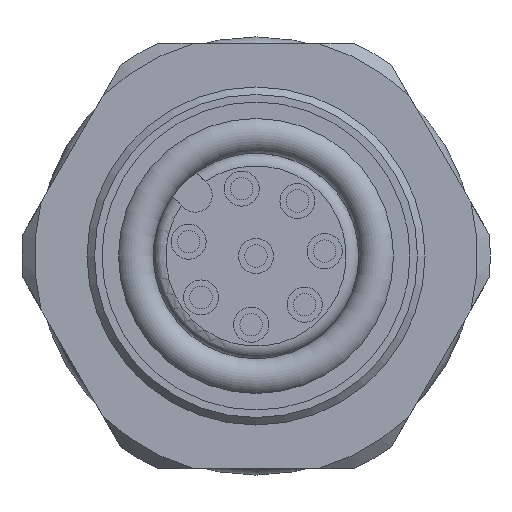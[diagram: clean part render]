
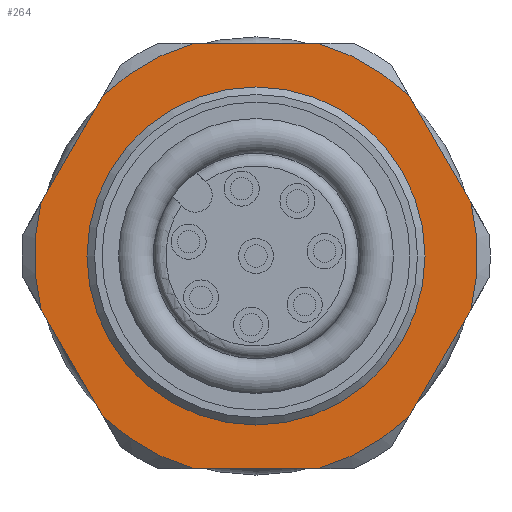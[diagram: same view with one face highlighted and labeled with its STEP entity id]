
A CAD part, left-side view. The second image highlights one B-rep face of the part: STEP entity #264.
In plain terms, the highlighted planar face has unit normal (-1, 0, 0).
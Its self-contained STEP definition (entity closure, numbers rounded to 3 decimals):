
#264=ADVANCED_FACE('',(#470,#471),#392,.F.);
#392=PLANE('',#1983);
#470=FACE_BOUND('',#696,.T.);
#471=FACE_BOUND('',#697,.T.);
#696=EDGE_LOOP('',(#1135,#1136,#1137,#1138,#1139,#1140,#1141,#1142,#1143,
#1144,#1145,#1146));
#697=EDGE_LOOP('',(#1147));
#930=CIRCLE('',#1942,8.85);
#931=CIRCLE('',#1944,8.85);
#933=CIRCLE('',#1947,8.85);
#935=CIRCLE('',#1950,8.85);
#937=CIRCLE('',#1953,8.85);
#952=CIRCLE('',#1980,6.75);
#953=CIRCLE('',#1982,8.85);
#1135=ORIENTED_EDGE('',*,*,#1661,.F.);
#1136=ORIENTED_EDGE('',*,*,#1703,.T.);
#1137=ORIENTED_EDGE('',*,*,#1663,.F.);
#1138=ORIENTED_EDGE('',*,*,#1704,.T.);
#1139=ORIENTED_EDGE('',*,*,#1667,.F.);
#1140=ORIENTED_EDGE('',*,*,#1705,.T.);
#1141=ORIENTED_EDGE('',*,*,#1671,.F.);
#1142=ORIENTED_EDGE('',*,*,#1706,.T.);
#1143=ORIENTED_EDGE('',*,*,#1675,.F.);
#1144=ORIENTED_EDGE('',*,*,#1707,.T.);
#1145=ORIENTED_EDGE('',*,*,#1708,.F.);
#1146=ORIENTED_EDGE('',*,*,#1709,.T.);
#1147=ORIENTED_EDGE('',*,*,#1702,.T.);
#1477=VERTEX_POINT('',#2859);
#1478=VERTEX_POINT('',#2861);
#1479=VERTEX_POINT('',#2868);
#1480=VERTEX_POINT('',#2869);
#1483=VERTEX_POINT('',#2883);
#1484=VERTEX_POINT('',#2884);
#1487=VERTEX_POINT('',#2898);
#1488=VERTEX_POINT('',#2899);
#1491=VERTEX_POINT('',#2913);
#1492=VERTEX_POINT('',#2914);
#1514=VERTEX_POINT('',#2981);
#1515=VERTEX_POINT('',#2988);
#1516=VERTEX_POINT('',#2990);
#1661=EDGE_CURVE('',#1477,#1478,#930,.T.);
#1663=EDGE_CURVE('',#1479,#1480,#931,.T.);
#1667=EDGE_CURVE('',#1483,#1484,#933,.T.);
#1671=EDGE_CURVE('',#1487,#1488,#935,.T.);
#1675=EDGE_CURVE('',#1491,#1492,#937,.T.);
#1702=EDGE_CURVE('',#1514,#1514,#952,.T.);
#1703=EDGE_CURVE('',#1477,#1480,#1849,.T.);
#1704=EDGE_CURVE('',#1479,#1484,#1850,.T.);
#1705=EDGE_CURVE('',#1483,#1488,#1851,.T.);
#1706=EDGE_CURVE('',#1487,#1492,#1852,.T.);
#1707=EDGE_CURVE('',#1491,#1515,#1853,.T.);
#1708=EDGE_CURVE('',#1516,#1515,#953,.T.);
#1709=EDGE_CURVE('',#1516,#1478,#1854,.T.);
#1849=LINE('',#2983,#1891);
#1850=LINE('',#2984,#1892);
#1851=LINE('',#2985,#1893);
#1852=LINE('',#2986,#1894);
#1853=LINE('',#2987,#1895);
#1854=LINE('',#2991,#1896);
#1891=VECTOR('',#2338,1.);
#1892=VECTOR('',#2339,1.);
#1893=VECTOR('',#2340,1.);
#1894=VECTOR('',#2341,1.);
#1895=VECTOR('',#2342,1.);
#1896=VECTOR('',#2345,1.);
#1942=AXIS2_PLACEMENT_3D('',#2860,#2248,#2249);
#1944=AXIS2_PLACEMENT_3D('',#2867,#2252,#2253);
#1947=AXIS2_PLACEMENT_3D('',#2882,#2258,#2259);
#1950=AXIS2_PLACEMENT_3D('',#2897,#2264,#2265);
#1953=AXIS2_PLACEMENT_3D('',#2912,#2270,#2271);
#1980=AXIS2_PLACEMENT_3D('',#2980,#2334,#2335);
#1982=AXIS2_PLACEMENT_3D('',#2989,#2343,#2344);
#1983=AXIS2_PLACEMENT_3D('',#2992,#2346,#2347);
#2248=DIRECTION('',(1.,0.,0.));
#2249=DIRECTION('',(0.,-1.,0.));
#2252=DIRECTION('',(1.,0.,0.));
#2253=DIRECTION('',(0.,-1.,0.));
#2258=DIRECTION('',(1.,0.,0.));
#2259=DIRECTION('',(0.,-1.,0.));
#2264=DIRECTION('',(1.,0.,0.));
#2265=DIRECTION('',(0.,-1.,0.));
#2270=DIRECTION('',(1.,0.,0.));
#2271=DIRECTION('',(0.,-1.,0.));
#2334=DIRECTION('',(1.,0.,0.));
#2335=DIRECTION('',(0.,-1.,0.));
#2338=DIRECTION('',(0.,0.5,-0.866));
#2339=DIRECTION('',(0.,-0.5,-0.866));
#2340=DIRECTION('',(0.,-1.,0.));
#2341=DIRECTION('',(0.,-0.5,0.866));
#2342=DIRECTION('',(0.,0.5,0.866));
#2343=DIRECTION('',(1.,0.,0.));
#2344=DIRECTION('',(0.,-1.,0.));
#2345=DIRECTION('',(0.,1.,0.));
#2346=DIRECTION('',(1.,0.,0.));
#2347=DIRECTION('',(0.,-1.,0.));
#2859=CARTESIAN_POINT('',(10.5,6.129,6.384));
#2860=CARTESIAN_POINT('',(10.5,0.,0.));
#2861=CARTESIAN_POINT('',(10.5,2.464,8.5));
#2867=CARTESIAN_POINT('',(10.5,0.,0.));
#2868=CARTESIAN_POINT('',(10.5,8.593,-2.116));
#2869=CARTESIAN_POINT('',(10.5,8.593,2.116));
#2882=CARTESIAN_POINT('',(10.5,0.,0.));
#2883=CARTESIAN_POINT('',(10.5,2.464,-8.5));
#2884=CARTESIAN_POINT('',(10.5,6.129,-6.384));
#2897=CARTESIAN_POINT('',(10.5,0.,0.));
#2898=CARTESIAN_POINT('',(10.5,-6.129,-6.384));
#2899=CARTESIAN_POINT('',(10.5,-2.464,-8.5));
#2912=CARTESIAN_POINT('',(10.5,0.,0.));
#2913=CARTESIAN_POINT('',(10.5,-8.593,2.116));
#2914=CARTESIAN_POINT('',(10.5,-8.593,-2.116));
#2980=CARTESIAN_POINT('',(10.5,0.,0.));
#2981=CARTESIAN_POINT('',(10.5,-6.75,0.));
#2983=CARTESIAN_POINT('',(10.5,10.284,-0.812));
#2984=CARTESIAN_POINT('',(10.5,4.438,-9.313));
#2985=CARTESIAN_POINT('',(10.5,0.,-8.5));
#2986=CARTESIAN_POINT('',(10.5,-4.438,-9.313));
#2987=CARTESIAN_POINT('',(10.5,-10.284,-0.813));
#2988=CARTESIAN_POINT('',(10.5,-6.129,6.384));
#2989=CARTESIAN_POINT('',(10.5,0.,0.));
#2990=CARTESIAN_POINT('',(10.5,-2.464,8.5));
#2991=CARTESIAN_POINT('',(10.5,0.,8.5));
#2992=CARTESIAN_POINT('',(10.5,0.,-6.75));
